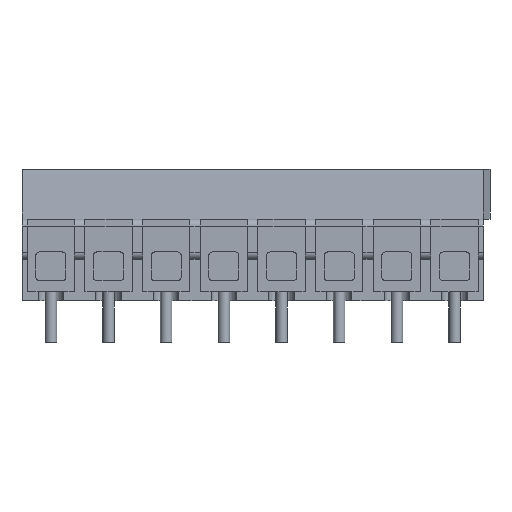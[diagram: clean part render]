
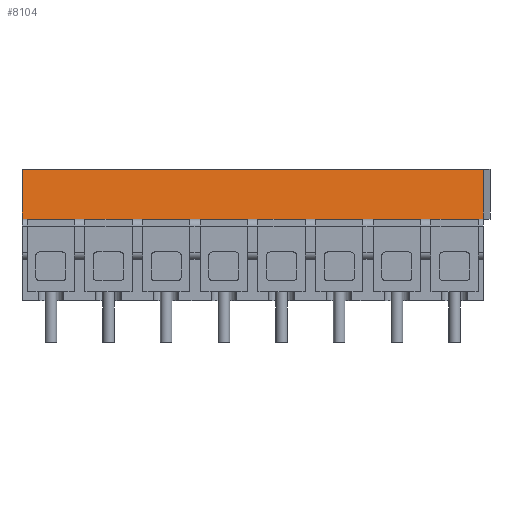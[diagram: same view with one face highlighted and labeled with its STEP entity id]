
A CAD part, front view. The second image highlights one B-rep face of the part: STEP entity #8104.
In plain terms, the highlighted planar face has unit normal (0, -0.993, 0.122).
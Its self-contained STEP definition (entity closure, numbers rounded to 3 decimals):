
#376 = PLANE('',#377);
#377 = AXIS2_PLACEMENT_3D('',#378,#379,#380);
#378 = CARTESIAN_POINT('',(17.5,-3.905,7.1));
#379 = DIRECTION('',(0.,0.,1.));
#380 = DIRECTION('',(0.,1.,0.));
#1626 = VERTEX_POINT('',#1627);
#1627 = CARTESIAN_POINT('',(37.5,-3.506,7.1));
#1641 = PLANE('',#1642);
#1642 = AXIS2_PLACEMENT_3D('',#1643,#1644,#1645);
#1643 = CARTESIAN_POINT('',(37.5,-0.291,5.692));
#1644 = DIRECTION('',(1.,0.,0.));
#1645 = DIRECTION('',(0.,0.,1.));
#1653 = EDGE_CURVE('',#1654,#1626,#1656,.T.);
#1654 = VERTEX_POINT('',#1655);
#1655 = CARTESIAN_POINT('',(-2.5,-3.506,7.1));
#1656 = SURFACE_CURVE('',#1657,(#1661,#1668),.PCURVE_S1.);
#1657 = LINE('',#1658,#1659);
#1658 = CARTESIAN_POINT('',(-2.5,-3.506,7.1));
#1659 = VECTOR('',#1660,1.);
#1660 = DIRECTION('',(1.,0.,0.));
#1661 = PCURVE('',#376,#1662);
#1662 = DEFINITIONAL_REPRESENTATION('',(#1663),#1667);
#1663 = LINE('',#1664,#1665);
#1664 = CARTESIAN_POINT('',(0.399,20.));
#1665 = VECTOR('',#1666,1.);
#1666 = DIRECTION('',(0.,-1.));
#1667 = ( GEOMETRIC_REPRESENTATION_CONTEXT(2)
PARAMETRIC_REPRESENTATION_CONTEXT() REPRESENTATION_CONTEXT('2D SPACE',''
) );
#1668 = PCURVE('',#1669,#1674);
#1669 = PLANE('',#1670);
#1670 = AXIS2_PLACEMENT_3D('',#1671,#1672,#1673);
#1671 = CARTESIAN_POINT('',(-2.5,-2.976,11.4));
#1672 = DIRECTION('',(0.,0.992,-0.122));
#1673 = DIRECTION('',(0.,-0.122,-0.992));
#1674 = DEFINITIONAL_REPRESENTATION('',(#1675),#1679);
#1675 = LINE('',#1676,#1677);
#1676 = CARTESIAN_POINT('',(4.333,0.));
#1677 = VECTOR('',#1678,1.);
#1678 = DIRECTION('',(0.,-1.));
#1679 = ( GEOMETRIC_REPRESENTATION_CONTEXT(2)
PARAMETRIC_REPRESENTATION_CONTEXT() REPRESENTATION_CONTEXT('2D SPACE',''
) );
#1697 = PLANE('',#1698);
#1698 = AXIS2_PLACEMENT_3D('',#1699,#1700,#1701);
#1699 = CARTESIAN_POINT('',(-2.5,-0.291,5.692));
#1700 = DIRECTION('',(-1.,-0.,-0.));
#1701 = DIRECTION('',(0.,0.,-1.));
#7835 = PLANE('',#7836);
#7836 = AXIS2_PLACEMENT_3D('',#7837,#7838,#7839);
#7837 = CARTESIAN_POINT('',(17.53,-0.003,11.4));
#7838 = DIRECTION('',(0.,0.,1.));
#7839 = DIRECTION('',(0.,1.,0.));
#8039 = VERTEX_POINT('',#8040);
#8040 = CARTESIAN_POINT('',(37.5,-2.976,11.4));
#8061 = EDGE_CURVE('',#8039,#1626,#8062,.T.);
#8062 = SURFACE_CURVE('',#8063,(#8067,#8074),.PCURVE_S1.);
#8063 = LINE('',#8064,#8065);
#8064 = CARTESIAN_POINT('',(37.5,-2.976,11.4));
#8065 = VECTOR('',#8066,1.);
#8066 = DIRECTION('',(0.,-0.122,-0.992));
#8067 = PCURVE('',#1641,#8068);
#8068 = DEFINITIONAL_REPRESENTATION('',(#8069),#8073);
#8069 = LINE('',#8070,#8071);
#8070 = CARTESIAN_POINT('',(5.708,2.685));
#8071 = VECTOR('',#8072,1.);
#8072 = DIRECTION('',(-0.992,0.122));
#8073 = ( GEOMETRIC_REPRESENTATION_CONTEXT(2)
PARAMETRIC_REPRESENTATION_CONTEXT() REPRESENTATION_CONTEXT('2D SPACE',''
) );
#8074 = PCURVE('',#1669,#8075);
#8075 = DEFINITIONAL_REPRESENTATION('',(#8076),#8080);
#8076 = LINE('',#8077,#8078);
#8077 = CARTESIAN_POINT('',(0.,-40.));
#8078 = VECTOR('',#8079,1.);
#8079 = DIRECTION('',(1.,0.));
#8080 = ( GEOMETRIC_REPRESENTATION_CONTEXT(2)
PARAMETRIC_REPRESENTATION_CONTEXT() REPRESENTATION_CONTEXT('2D SPACE',''
) );
#8104 = ADVANCED_FACE('',(#8105),#1669,.F.);
#8105 = FACE_BOUND('',#8106,.F.);
#8106 = EDGE_LOOP('',(#8107,#8130,#8131,#8132));
#8107 = ORIENTED_EDGE('',*,*,#8108,.T.);
#8108 = EDGE_CURVE('',#8109,#8039,#8111,.T.);
#8109 = VERTEX_POINT('',#8110);
#8110 = CARTESIAN_POINT('',(-2.5,-2.976,11.4));
#8111 = SURFACE_CURVE('',#8112,(#8116,#8123),.PCURVE_S1.);
#8112 = LINE('',#8113,#8114);
#8113 = CARTESIAN_POINT('',(-2.5,-2.976,11.4));
#8114 = VECTOR('',#8115,1.);
#8115 = DIRECTION('',(1.,0.,0.));
#8116 = PCURVE('',#1669,#8117);
#8117 = DEFINITIONAL_REPRESENTATION('',(#8118),#8122);
#8118 = LINE('',#8119,#8120);
#8119 = CARTESIAN_POINT('',(0.,0.));
#8120 = VECTOR('',#8121,1.);
#8121 = DIRECTION('',(0.,-1.));
#8122 = ( GEOMETRIC_REPRESENTATION_CONTEXT(2)
PARAMETRIC_REPRESENTATION_CONTEXT() REPRESENTATION_CONTEXT('2D SPACE',''
) );
#8123 = PCURVE('',#7835,#8124);
#8124 = DEFINITIONAL_REPRESENTATION('',(#8125),#8129);
#8125 = LINE('',#8126,#8127);
#8126 = CARTESIAN_POINT('',(-2.973,20.03));
#8127 = VECTOR('',#8128,1.);
#8128 = DIRECTION('',(0.,-1.));
#8129 = ( GEOMETRIC_REPRESENTATION_CONTEXT(2)
PARAMETRIC_REPRESENTATION_CONTEXT() REPRESENTATION_CONTEXT('2D SPACE',''
) );
#8130 = ORIENTED_EDGE('',*,*,#8061,.T.);
#8131 = ORIENTED_EDGE('',*,*,#1653,.F.);
#8132 = ORIENTED_EDGE('',*,*,#8133,.F.);
#8133 = EDGE_CURVE('',#8109,#1654,#8134,.T.);
#8134 = SURFACE_CURVE('',#8135,(#8139,#8146),.PCURVE_S1.);
#8135 = LINE('',#8136,#8137);
#8136 = CARTESIAN_POINT('',(-2.5,-2.976,11.4));
#8137 = VECTOR('',#8138,1.);
#8138 = DIRECTION('',(0.,-0.122,-0.992));
#8139 = PCURVE('',#1669,#8140);
#8140 = DEFINITIONAL_REPRESENTATION('',(#8141),#8145);
#8141 = LINE('',#8142,#8143);
#8142 = CARTESIAN_POINT('',(0.,0.));
#8143 = VECTOR('',#8144,1.);
#8144 = DIRECTION('',(1.,0.));
#8145 = ( GEOMETRIC_REPRESENTATION_CONTEXT(2)
PARAMETRIC_REPRESENTATION_CONTEXT() REPRESENTATION_CONTEXT('2D SPACE',''
) );
#8146 = PCURVE('',#1697,#8147);
#8147 = DEFINITIONAL_REPRESENTATION('',(#8148),#8152);
#8148 = LINE('',#8149,#8150);
#8149 = CARTESIAN_POINT('',(-5.708,2.685));
#8150 = VECTOR('',#8151,1.);
#8151 = DIRECTION('',(0.992,0.122));
#8152 = ( GEOMETRIC_REPRESENTATION_CONTEXT(2)
PARAMETRIC_REPRESENTATION_CONTEXT() REPRESENTATION_CONTEXT('2D SPACE',''
) );
